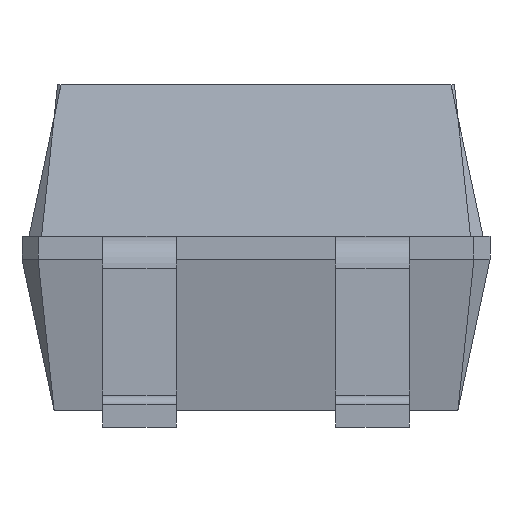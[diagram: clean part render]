
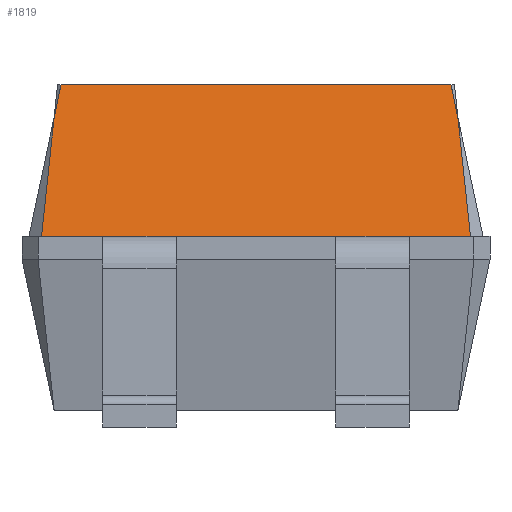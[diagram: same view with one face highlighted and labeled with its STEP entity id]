
A CAD part, left-side view. The second image highlights one B-rep face of the part: STEP entity #1819.
In plain terms, the highlighted free-form (B-spline) face has degree [1, 1] with [2, 2] control points.
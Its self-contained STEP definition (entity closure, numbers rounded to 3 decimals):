
#1304 = VERTEX_POINT('',#1305);
#1305 = CARTESIAN_POINT('',(-2.924,2.162,3.73));
#1311 = EDGE_CURVE('',#1312,#1304,#1314,.T.);
#1312 = VERTEX_POINT('',#1313);
#1313 = CARTESIAN_POINT('',(-2.924,-2.162,3.73));
#1314 = LINE('',#1315,#1316);
#1315 = CARTESIAN_POINT('',(-2.924,-2.162,3.73));
#1316 = VECTOR('',#1317,1.);
#1317 = DIRECTION('',(0.,1.,0.));
#1801 = VERTEX_POINT('',#1802);
#1802 = CARTESIAN_POINT('',(-3.275,2.338,2.08));
#1810 = EDGE_CURVE('',#1801,#1304,#1811,.T.);
#1811 = B_SPLINE_CURVE_WITH_KNOTS('',1,(#1812,#1813),.UNSPECIFIED.,.F.,
.F.,(2,2),(0.,1.),.PIECEWISE_BEZIER_KNOTS.);
#1812 = CARTESIAN_POINT('',(-3.275,2.338,2.08));
#1813 = CARTESIAN_POINT('',(-2.924,2.162,3.73));
#1819 = ADVANCED_FACE('',(#1820),#1869,.F.);
#1820 = FACE_BOUND('',#1821,.F.);
#1821 = EDGE_LOOP('',(#1822,#1832,#1840,#1848,#1856,#1862,#1863,#1864));
#1822 = ORIENTED_EDGE('',*,*,#1823,.T.);
#1823 = EDGE_CURVE('',#1824,#1826,#1828,.T.);
#1824 = VERTEX_POINT('',#1825);
#1825 = CARTESIAN_POINT('',(-3.275,-2.338,2.08));
#1826 = VERTEX_POINT('',#1827);
#1827 = CARTESIAN_POINT('',(-3.275,-1.67,2.08));
#1828 = LINE('',#1829,#1830);
#1829 = CARTESIAN_POINT('',(-3.275,-2.338,2.08));
#1830 = VECTOR('',#1831,1.);
#1831 = DIRECTION('',(0.,1.,0.));
#1832 = ORIENTED_EDGE('',*,*,#1833,.T.);
#1833 = EDGE_CURVE('',#1826,#1834,#1836,.T.);
#1834 = VERTEX_POINT('',#1835);
#1835 = CARTESIAN_POINT('',(-3.275,-0.87,2.08));
#1836 = LINE('',#1837,#1838);
#1837 = CARTESIAN_POINT('',(-3.275,-2.338,2.08));
#1838 = VECTOR('',#1839,1.);
#1839 = DIRECTION('',(0.,1.,0.));
#1840 = ORIENTED_EDGE('',*,*,#1841,.T.);
#1841 = EDGE_CURVE('',#1834,#1842,#1844,.T.);
#1842 = VERTEX_POINT('',#1843);
#1843 = CARTESIAN_POINT('',(-3.275,0.87,2.08));
#1844 = LINE('',#1845,#1846);
#1845 = CARTESIAN_POINT('',(-3.275,-2.338,2.08));
#1846 = VECTOR('',#1847,1.);
#1847 = DIRECTION('',(0.,1.,0.));
#1848 = ORIENTED_EDGE('',*,*,#1849,.T.);
#1849 = EDGE_CURVE('',#1842,#1850,#1852,.T.);
#1850 = VERTEX_POINT('',#1851);
#1851 = CARTESIAN_POINT('',(-3.275,1.67,2.08));
#1852 = LINE('',#1853,#1854);
#1853 = CARTESIAN_POINT('',(-3.275,-2.338,2.08));
#1854 = VECTOR('',#1855,1.);
#1855 = DIRECTION('',(0.,1.,0.));
#1856 = ORIENTED_EDGE('',*,*,#1857,.T.);
#1857 = EDGE_CURVE('',#1850,#1801,#1858,.T.);
#1858 = LINE('',#1859,#1860);
#1859 = CARTESIAN_POINT('',(-3.275,-2.338,2.08));
#1860 = VECTOR('',#1861,1.);
#1861 = DIRECTION('',(0.,1.,0.));
#1862 = ORIENTED_EDGE('',*,*,#1810,.T.);
#1863 = ORIENTED_EDGE('',*,*,#1311,.F.);
#1864 = ORIENTED_EDGE('',*,*,#1865,.F.);
#1865 = EDGE_CURVE('',#1824,#1312,#1866,.T.);
#1866 = B_SPLINE_CURVE_WITH_KNOTS('',1,(#1867,#1868),.UNSPECIFIED.,.F.,
.F.,(2,2),(0.,1.),.PIECEWISE_BEZIER_KNOTS.);
#1867 = CARTESIAN_POINT('',(-3.275,-2.338,2.08));
#1868 = CARTESIAN_POINT('',(-2.924,-2.162,3.73));
#1869 = B_SPLINE_SURFACE_WITH_KNOTS('',1,1,(
(#1870,#1871)
,(#1872,#1873
)),.UNSPECIFIED.,.F.,.F.,.F.,(2,2),(2,2),(0.,4.675),(0.,1.
),.PIECEWISE_BEZIER_KNOTS.);
#1870 = CARTESIAN_POINT('',(-3.275,-2.338,2.08));
#1871 = CARTESIAN_POINT('',(-2.924,-2.162,3.73));
#1872 = CARTESIAN_POINT('',(-3.275,2.338,2.08));
#1873 = CARTESIAN_POINT('',(-2.924,2.162,3.73));
